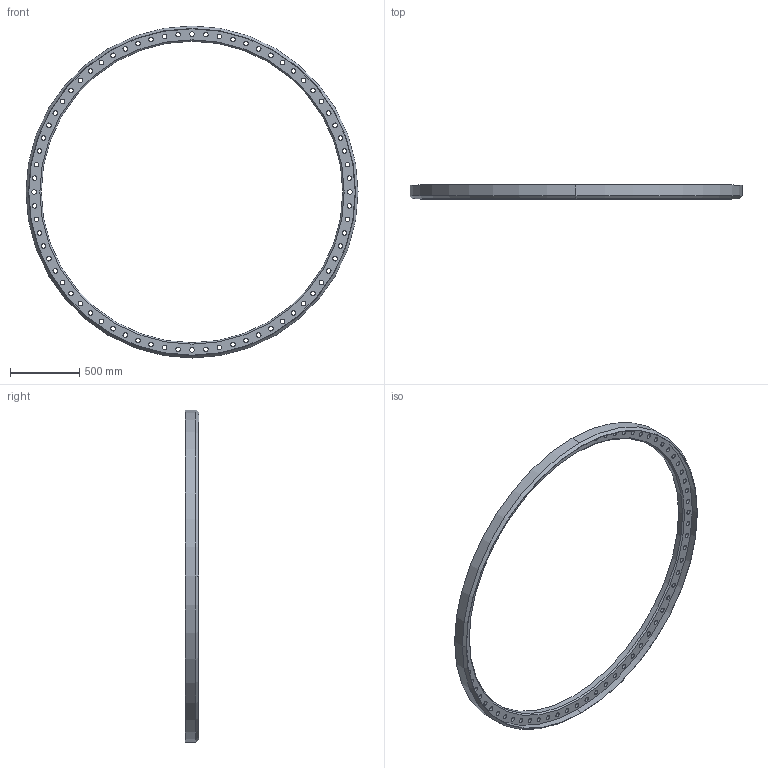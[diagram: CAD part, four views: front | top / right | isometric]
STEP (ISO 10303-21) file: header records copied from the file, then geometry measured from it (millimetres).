
FILE_DESCRIPTION(('CoCreate Modeling STEP Export'),'2;1');
FILE_NAME('b12.stp','2011-05-24T 9:21:00',(''),(''),'CoCreate Modeling STEP processor for AP214 (Solid Model)','CoCreate Modeling 18.0P1120 20-Nov-2010 (C) Parametric Technology GmbH','');
FILE_SCHEMA(('AUTOMOTIVE_DESIGN { 1 0 10303 214 1 1 1 1 }'));
Length unit declared in the file: millimetre
Products named in the file (4): 5118758-45570.PRT; 5118758-45900.ASM; PART2_5118758.stp; p1
Assembly tree (2 placements, depth 3):
  PART2_5118758.stp
    5118758-45900.ASM
      5118758-45570.PRT
  p1
Bounding box: 2400 x 100 x 2400 mm (x, y, z)
Volume: 42174404 mm3; surface area: 3173042.3 mm2
Topology: 1 solids, 1 shells, 157 faces, 460 edges, 306 vertices
Faces by surface type: cylinder 150, cone 4, plane 3
Entity records: 5009 total; most frequent: ORIENTED_EDGE 920, DIRECTION 778, CARTESIAN_POINT 772, EDGE_CURVE 460, AXIS2_PLACEMENT_3D 312, VERTEX_POINT 306, EDGE_LOOP 304, FACE_OUTER_BOUND 157
